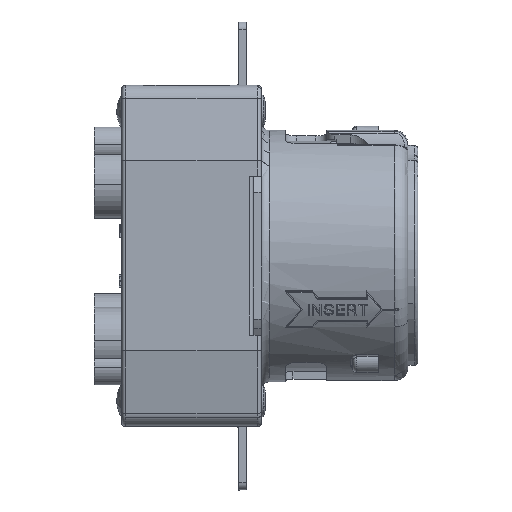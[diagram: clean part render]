
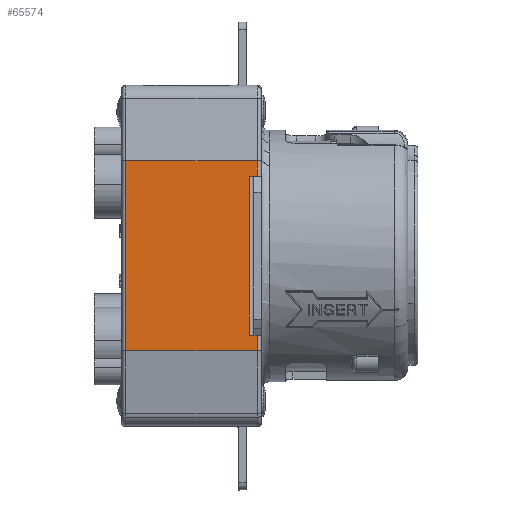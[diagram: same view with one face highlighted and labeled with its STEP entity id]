
A CAD part, top view. The second image highlights one B-rep face of the part: STEP entity #65574.
In plain terms, the highlighted face is planar.
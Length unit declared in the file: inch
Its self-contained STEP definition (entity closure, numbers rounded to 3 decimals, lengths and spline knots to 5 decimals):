
#1462 = CARTESIAN_POINT ( 'NONE',  ( 0., -0.63611, 1.13436 ) ) ;
#1904 = CARTESIAN_POINT ( 'NONE',  ( -0.24766, -1.28188, -0.21952 ) ) ;
#6775 = ORIENTED_EDGE ( 'NONE', *, *, #53910, .F. ) ;
#8175 = EDGE_CURVE ( 'NONE', #51393, #66392, #61578, .T. ) ;
#8737 = ORIENTED_EDGE ( 'NONE', *, *, #92094, .F. ) ;
#9143 = VECTOR ( 'NONE', #50838, 39.37008 ) ;
#13051 = DIRECTION ( 'NONE',  ( 0., 0.431, 0.903 ) ) ;
#14280 = CARTESIAN_POINT ( 'NONE',  ( 0., -0.68993, 1.02153 ) ) ;
#16335 = CARTESIAN_POINT ( 'NONE',  ( -1.28566, -0.959, 0.45742 ) ) ;
#20229 = LINE ( 'NONE', #55667, #81007 ) ;
#20990 = LINE ( 'NONE', #14280, #89278 ) ;
#24231 = ORIENTED_EDGE ( 'NONE', *, *, #51306, .T. ) ;
#24889 = DIRECTION ( 'NONE',  ( 0., -0.903, 0.431 ) ) ;
#27491 = CARTESIAN_POINT ( 'NONE',  ( -1.60723, -1.28188, -0.21952 ) ) ;
#27650 = CARTESIAN_POINT ( 'NONE',  ( -1.28566, -1.28188, -0.21952 ) ) ;
#32650 = CARTESIAN_POINT ( 'NONE',  ( -0.24766, -1.17081, 0.01335 ) ) ;
#33953 = CARTESIAN_POINT ( 'NONE',  ( -0.28666, -1.22807, -0.1067 ) ) ;
#35002 = VERTEX_POINT ( 'NONE', #27650 ) ;
#38380 = LINE ( 'NONE', #89615, #82826 ) ;
#42064 = AXIS2_PLACEMENT_3D ( 'NONE', #33953, #24889, #46926 ) ;
#42218 = VERTEX_POINT ( 'NONE', #1904 ) ;
#44090 = CARTESIAN_POINT ( 'NONE',  ( -0.30966, -1.22807, -0.1067 ) ) ;
#44132 = CARTESIAN_POINT ( 'NONE',  ( -0.30966, -0.68993, 1.02153 ) ) ;
#44407 = EDGE_CURVE ( 'NONE', #42218, #58984, #54192, .T. ) ;
#45371 = ORIENTED_EDGE ( 'NONE', *, *, #75741, .T. ) ;
#46926 = DIRECTION ( 'NONE',  ( -1., 0., 0. ) ) ;
#48519 = ORIENTED_EDGE ( 'NONE', *, *, #49277, .F. ) ;
#49277 = EDGE_CURVE ( 'NONE', #66392, #58984, #38380, .T. ) ;
#50838 = DIRECTION ( 'NONE',  ( -1., 0., 0. ) ) ;
#51306 = EDGE_CURVE ( 'NONE', #70179, #75658, #20229, .T. ) ;
#51393 = VERTEX_POINT ( 'NONE', #44132 ) ;
#53910 = EDGE_CURVE ( 'NONE', #42218, #35002, #93077, .T. ) ;
#54192 = LINE ( 'NONE', #32650, #87060 ) ;
#55137 = VECTOR ( 'NONE', #66586, 39.37008 ) ;
#55667 = CARTESIAN_POINT ( 'NONE',  ( -0.24766, -1.17081, 0.01335 ) ) ;
#56864 = EDGE_LOOP ( 'NONE', ( #48519, #84418, #63362, #24231, #45371, #8737, #6775, #59226 ) ) ;
#57645 = DIRECTION ( 'NONE',  ( -1., 0., 0. ) ) ;
#58984 = VERTEX_POINT ( 'NONE', #64323 ) ;
#59226 = ORIENTED_EDGE ( 'NONE', *, *, #44407, .T. ) ;
#61578 = LINE ( 'NONE', #90807, #66614 ) ;
#61741 = PLANE ( 'NONE',  #42064 ) ;
#61808 = DIRECTION ( 'NONE',  ( 1., 0., 0. ) ) ;
#63362 = ORIENTED_EDGE ( 'NONE', *, *, #64724, .F. ) ;
#64323 = CARTESIAN_POINT ( 'NONE',  ( -0.24766, -1.22807, -0.1067 ) ) ;
#64724 = EDGE_CURVE ( 'NONE', #70179, #51393, #20990, .T. ) ;
#65574 = ADVANCED_FACE ( 'NONE', ( #69869 ), #61741, .T. ) ;
#66392 = VERTEX_POINT ( 'NONE', #44090 ) ;
#66586 = DIRECTION ( 'NONE',  ( 0., 0.431, 0.903 ) ) ;
#66614 = VECTOR ( 'NONE', #83612, 39.37008 ) ;
#69415 = CARTESIAN_POINT ( 'NONE',  ( -0.24766, -0.68993, 1.02153 ) ) ;
#69869 = FACE_OUTER_BOUND ( 'NONE', #56864, .T. ) ;
#70179 = VERTEX_POINT ( 'NONE', #69415 ) ;
#71986 = VECTOR ( 'NONE', #57645, 39.37008 ) ;
#74732 = LINE ( 'NONE', #1462, #9143 ) ;
#75658 = VERTEX_POINT ( 'NONE', #86763 ) ;
#75741 = EDGE_CURVE ( 'NONE', #75658, #94766, #74732, .T. ) ;
#77150 = DIRECTION ( 'NONE',  ( 0., 0.431, 0.903 ) ) ;
#79874 = DIRECTION ( 'NONE',  ( -1., 0., 0. ) ) ;
#80264 = CARTESIAN_POINT ( 'NONE',  ( -1.28566, -0.63611, 1.13436 ) ) ;
#80959 = LINE ( 'NONE', #16335, #55137 ) ;
#81007 = VECTOR ( 'NONE', #13051, 39.37008 ) ;
#82826 = VECTOR ( 'NONE', #61808, 39.37008 ) ;
#83612 = DIRECTION ( 'NONE',  ( 0., -0.431, -0.903 ) ) ;
#84418 = ORIENTED_EDGE ( 'NONE', *, *, #8175, .F. ) ;
#86763 = CARTESIAN_POINT ( 'NONE',  ( -0.24766, -0.63611, 1.13436 ) ) ;
#87060 = VECTOR ( 'NONE', #77150, 39.37008 ) ;
#89278 = VECTOR ( 'NONE', #79874, 39.37008 ) ;
#89615 = CARTESIAN_POINT ( 'NONE',  ( 0., -1.22807, -0.1067 ) ) ;
#90807 = CARTESIAN_POINT ( 'NONE',  ( -0.30966, -1.17081, 0.01335 ) ) ;
#92094 = EDGE_CURVE ( 'NONE', #35002, #94766, #80959, .T. ) ;
#93077 = LINE ( 'NONE', #27491, #71986 ) ;
#94766 = VERTEX_POINT ( 'NONE', #80264 ) ;
